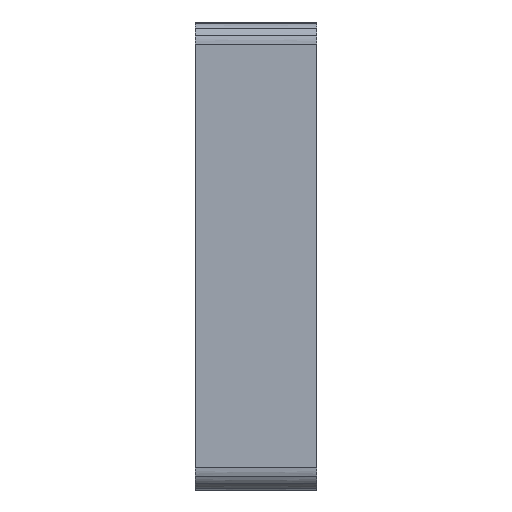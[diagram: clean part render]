
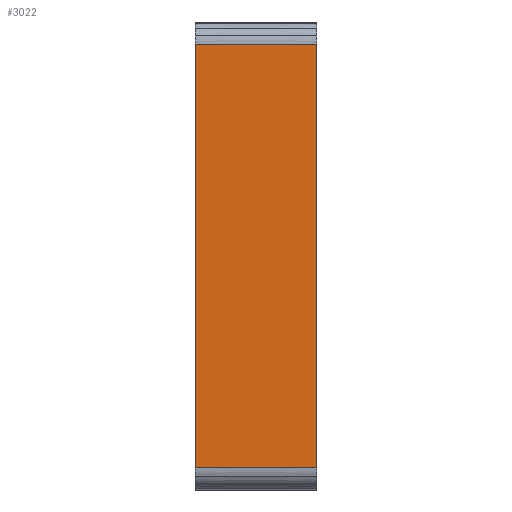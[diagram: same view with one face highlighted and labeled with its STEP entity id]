
A CAD part, left-side view. The second image highlights one B-rep face of the part: STEP entity #3022.
In plain terms, the highlighted planar face has unit normal (-1, 0, 0).
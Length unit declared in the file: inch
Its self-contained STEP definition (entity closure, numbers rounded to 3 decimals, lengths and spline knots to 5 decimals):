
#1061 = CARTESIAN_POINT ( 'NONE',  ( -18.22545, 0., 6.52927 ) ) ;
#1098 = CARTESIAN_POINT ( 'NONE',  ( -18.22545, -43.15954, 6.52927 ) ) ;
#1099 = LINE ( 'NONE', #1098, #1124 ) ;
#1123 = DIRECTION ( 'NONE',  ( 0., 1., 0. ) ) ;
#1124 = VECTOR ( 'NONE', #1123, 39.37008 ) ;
#1140 = DIRECTION ( 'NONE',  ( 0., 0., 1. ) ) ;
#1190 = FACE_OUTER_BOUND ( 'NONE', #3023, .T. ) ;
#1247 = DIRECTION ( 'NONE',  ( -1., 0., 0. ) ) ;
#1248 = CARTESIAN_POINT ( 'NONE',  ( -18.22545, -43.15954, -6.52927 ) ) ;
#1249 = AXIS2_PLACEMENT_3D ( 'NONE', #1248, #1247, #1140 ) ;
#1250 = PLANE ( 'NONE',  #1249 ) ;
#2186 = DIRECTION ( 'NONE',  ( 0., 0., -1. ) ) ;
#2187 = VECTOR ( 'NONE', #2186, 39.37008 ) ;
#2190 = CARTESIAN_POINT ( 'NONE',  ( -18.22545, -3.75, -6.52927 ) ) ;
#2240 = LINE ( 'NONE', #2190, #2187 ) ;
#2997 = VERTEX_POINT ( 'NONE', #1061 ) ;
#2999 = EDGE_CURVE ( 'NONE', #3079, #2997, #1099, .T. ) ;
#3022 = ADVANCED_FACE ( 'NONE', ( #1190 ), #1250, .T. ) ;
#3023 = EDGE_LOOP ( 'NONE', ( #3101, #3082, #3083, #3086 ) ) ;
#3079 = VERTEX_POINT ( 'NONE', #8617 ) ;
#3081 = VERTEX_POINT ( 'NONE', #8615 ) ;
#3082 = ORIENTED_EDGE ( 'NONE', *, *, #2999, .T. ) ;
#3083 = ORIENTED_EDGE ( 'NONE', *, *, #3084, .F. ) ;
#3084 = EDGE_CURVE ( 'NONE', #3085, #2997, #8632, .T. ) ;
#3085 = VERTEX_POINT ( 'NONE', #8628 ) ;
#3086 = ORIENTED_EDGE ( 'NONE', *, *, #3087, .F. ) ;
#3087 = EDGE_CURVE ( 'NONE', #3081, #3085, #8627, .T. ) ;
#3101 = ORIENTED_EDGE ( 'NONE', *, *, #3102, .F. ) ;
#3102 = EDGE_CURVE ( 'NONE', #3079, #3081, #2240, .T. ) ;
#8615 = CARTESIAN_POINT ( 'NONE',  ( -18.22545, -3.75, -6.52927 ) ) ;
#8617 = CARTESIAN_POINT ( 'NONE',  ( -18.22545, -3.75, 6.52927 ) ) ;
#8624 = DIRECTION ( 'NONE',  ( 0., 1., 0. ) ) ;
#8625 = VECTOR ( 'NONE', #8624, 39.37008 ) ;
#8626 = CARTESIAN_POINT ( 'NONE',  ( -18.22545, -43.15954, -6.52927 ) ) ;
#8627 = LINE ( 'NONE', #8626, #8625 ) ;
#8628 = CARTESIAN_POINT ( 'NONE',  ( -18.22545, 0., -6.52927 ) ) ;
#8629 = DIRECTION ( 'NONE',  ( 0., 0., 1. ) ) ;
#8630 = VECTOR ( 'NONE', #8629, 39.37008 ) ;
#8631 = CARTESIAN_POINT ( 'NONE',  ( -18.22545, 0., -6.52927 ) ) ;
#8632 = LINE ( 'NONE', #8631, #8630 ) ;
